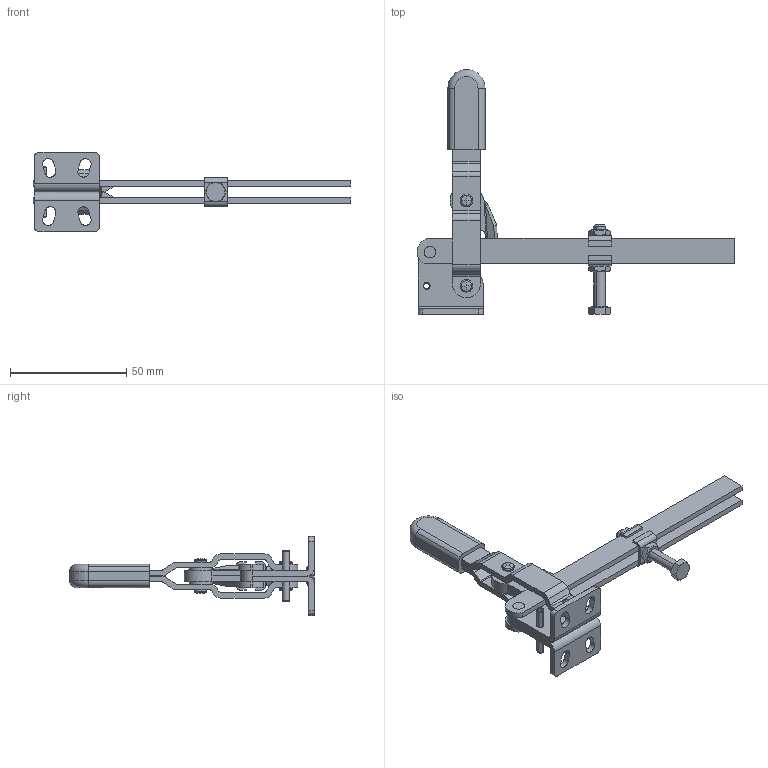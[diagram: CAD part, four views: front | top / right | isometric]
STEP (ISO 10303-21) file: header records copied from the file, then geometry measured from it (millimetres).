
FILE_DESCRIPTION(('CATIA V5 STEP Exchange'),'2;1');
FILE_NAME('VERTIKALSPANNER_TS_V_113_UB_L100_357844.stp','2018-08-16T12:07:12+00:00',('none'),('none'),'CATIA Version 5 Release 19 SP 9 (IN-10)','CATIA V5 STEP AP214','none');
FILE_SCHEMA(('AUTOMOTIVE_DESIGN { 1 0 10303 214 1 1 1 1 }'));
Length unit declared in the file: millimetre
Products named in the file (1): VERTIKALSPANNER_TS_V_113_UB_L100_357844
Bounding box: 136.38 x 105.29 x 34.01 mm (x, y, z)
Volume: 24598.3 mm3; surface area: 20304.4 mm2
Topology: 1 solids, 3 shells, 351 faces, 1010 edges, 658 vertices
Faces by surface type: plane 174, cylinder 115, torus 26, cone 22, sphere 12, bspline 2
Entity records: 12936 total; most frequent: CARTESIAN_POINT 4015, ORIENTED_EDGE 2004, DIRECTION 1492, EDGE_CURVE 1002, VERTEX_POINT 658, AXIS2_PLACEMENT_3D 613, VECTOR 554, LINE 554
